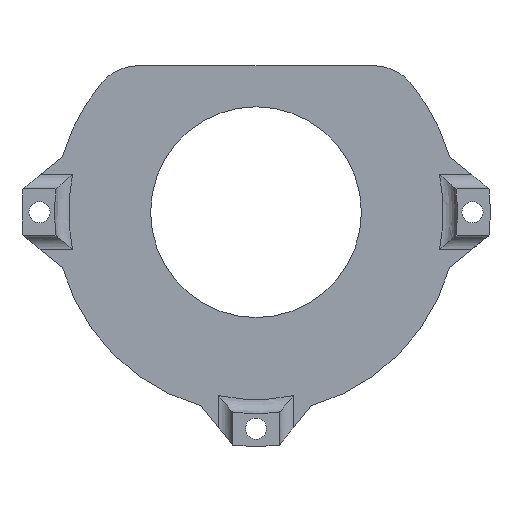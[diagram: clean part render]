
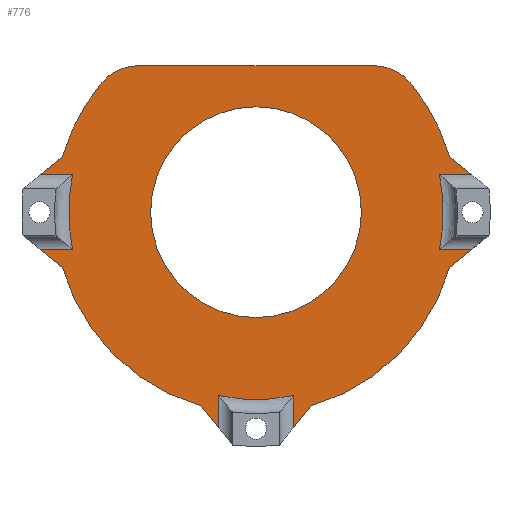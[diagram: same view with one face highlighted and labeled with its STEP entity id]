
A CAD part, front view. The second image highlights one B-rep face of the part: STEP entity #776.
In plain terms, the highlighted planar face has unit normal (0, -1, 0).
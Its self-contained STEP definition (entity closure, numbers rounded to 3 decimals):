
#30=FACE_BOUND('',#102,.T.);
#39=PLANE('',#835);
#58=FACE_OUTER_BOUND('',#101,.T.);
#101=EDGE_LOOP('',(#526,#527,#528,#529,#530,#531,#532,#533,#534,#535,#536,
#537,#538,#539,#540,#541,#542,#543,#544,#545,#546,#547));
#102=EDGE_LOOP('',(#548));
#152=LINE('',#1167,#222);
#155=LINE('',#1175,#225);
#156=LINE('',#1177,#226);
#157=LINE('',#1181,#227);
#158=LINE('',#1183,#228);
#159=LINE('',#1187,#229);
#160=LINE('',#1189,#230);
#161=LINE('',#1193,#231);
#162=LINE('',#1195,#232);
#163=LINE('',#1199,#233);
#164=LINE('',#1201,#234);
#165=LINE('',#1205,#235);
#166=LINE('',#1207,#236);
#222=VECTOR('',#927,10.);
#225=VECTOR('',#934,10.);
#226=VECTOR('',#935,10.);
#227=VECTOR('',#938,10.);
#228=VECTOR('',#939,10.);
#229=VECTOR('',#942,10.);
#230=VECTOR('',#943,10.);
#231=VECTOR('',#946,10.);
#232=VECTOR('',#947,10.);
#233=VECTOR('',#950,10.);
#234=VECTOR('',#951,10.);
#235=VECTOR('',#954,10.);
#236=VECTOR('',#955,10.);
#290=CIRCLE('',#832,10.);
#292=CIRCLE('',#836,43.);
#293=CIRCLE('',#837,40.);
#294=CIRCLE('',#838,43.);
#295=CIRCLE('',#839,40.);
#296=CIRCLE('',#840,43.);
#297=CIRCLE('',#841,40.);
#298=CIRCLE('',#842,43.);
#299=CIRCLE('',#843,10.);
#300=CIRCLE('',#844,22.5);
#325=VERTEX_POINT('',#1157);
#326=VERTEX_POINT('',#1158);
#329=VERTEX_POINT('',#1166);
#331=VERTEX_POINT('',#1172);
#332=VERTEX_POINT('',#1174);
#333=VERTEX_POINT('',#1176);
#334=VERTEX_POINT('',#1178);
#335=VERTEX_POINT('',#1180);
#336=VERTEX_POINT('',#1182);
#337=VERTEX_POINT('',#1184);
#338=VERTEX_POINT('',#1186);
#339=VERTEX_POINT('',#1188);
#340=VERTEX_POINT('',#1190);
#341=VERTEX_POINT('',#1192);
#342=VERTEX_POINT('',#1194);
#343=VERTEX_POINT('',#1196);
#344=VERTEX_POINT('',#1198);
#345=VERTEX_POINT('',#1200);
#346=VERTEX_POINT('',#1202);
#347=VERTEX_POINT('',#1204);
#348=VERTEX_POINT('',#1206);
#349=VERTEX_POINT('',#1208);
#350=VERTEX_POINT('',#1211);
#401=EDGE_CURVE('',#325,#326,#290,.T.);
#405=EDGE_CURVE('',#329,#326,#152,.T.);
#408=EDGE_CURVE('',#325,#331,#292,.T.);
#409=EDGE_CURVE('',#332,#331,#155,.T.);
#410=EDGE_CURVE('',#333,#332,#156,.T.);
#411=EDGE_CURVE('',#334,#333,#293,.T.);
#412=EDGE_CURVE('',#335,#334,#157,.T.);
#413=EDGE_CURVE('',#335,#336,#158,.F.);
#414=EDGE_CURVE('',#336,#337,#294,.T.);
#415=EDGE_CURVE('',#338,#337,#159,.T.);
#416=EDGE_CURVE('',#339,#338,#160,.T.);
#417=EDGE_CURVE('',#340,#339,#295,.T.);
#418=EDGE_CURVE('',#341,#340,#161,.T.);
#419=EDGE_CURVE('',#341,#342,#162,.F.);
#420=EDGE_CURVE('',#342,#343,#296,.T.);
#421=EDGE_CURVE('',#344,#343,#163,.T.);
#422=EDGE_CURVE('',#345,#344,#164,.T.);
#423=EDGE_CURVE('',#346,#345,#297,.T.);
#424=EDGE_CURVE('',#347,#346,#165,.T.);
#425=EDGE_CURVE('',#347,#348,#166,.F.);
#426=EDGE_CURVE('',#348,#349,#298,.T.);
#427=EDGE_CURVE('',#329,#349,#299,.T.);
#428=EDGE_CURVE('',#350,#350,#300,.T.);
#526=ORIENTED_EDGE('',*,*,#401,.F.);
#527=ORIENTED_EDGE('',*,*,#408,.T.);
#528=ORIENTED_EDGE('',*,*,#409,.F.);
#529=ORIENTED_EDGE('',*,*,#410,.F.);
#530=ORIENTED_EDGE('',*,*,#411,.F.);
#531=ORIENTED_EDGE('',*,*,#412,.F.);
#532=ORIENTED_EDGE('',*,*,#413,.T.);
#533=ORIENTED_EDGE('',*,*,#414,.T.);
#534=ORIENTED_EDGE('',*,*,#415,.F.);
#535=ORIENTED_EDGE('',*,*,#416,.F.);
#536=ORIENTED_EDGE('',*,*,#417,.F.);
#537=ORIENTED_EDGE('',*,*,#418,.F.);
#538=ORIENTED_EDGE('',*,*,#419,.T.);
#539=ORIENTED_EDGE('',*,*,#420,.T.);
#540=ORIENTED_EDGE('',*,*,#421,.F.);
#541=ORIENTED_EDGE('',*,*,#422,.F.);
#542=ORIENTED_EDGE('',*,*,#423,.F.);
#543=ORIENTED_EDGE('',*,*,#424,.F.);
#544=ORIENTED_EDGE('',*,*,#425,.T.);
#545=ORIENTED_EDGE('',*,*,#426,.T.);
#546=ORIENTED_EDGE('',*,*,#427,.F.);
#547=ORIENTED_EDGE('',*,*,#405,.T.);
#548=ORIENTED_EDGE('',*,*,#428,.T.);
#776=ADVANCED_FACE('',(#58,#30),#39,.F.);
#832=AXIS2_PLACEMENT_3D('',#1159,#919,#920);
#835=AXIS2_PLACEMENT_3D('',#1171,#930,#931);
#836=AXIS2_PLACEMENT_3D('',#1173,#932,#933);
#837=AXIS2_PLACEMENT_3D('',#1179,#936,#937);
#838=AXIS2_PLACEMENT_3D('',#1185,#940,#941);
#839=AXIS2_PLACEMENT_3D('',#1191,#944,#945);
#840=AXIS2_PLACEMENT_3D('',#1197,#948,#949);
#841=AXIS2_PLACEMENT_3D('',#1203,#952,#953);
#842=AXIS2_PLACEMENT_3D('',#1209,#956,#957);
#843=AXIS2_PLACEMENT_3D('',#1210,#958,#959);
#844=AXIS2_PLACEMENT_3D('',#1212,#960,#961);
#919=DIRECTION('center_axis',(0.,1.,0.));
#920=DIRECTION('ref_axis',(-0.422,0.,0.907));
#927=DIRECTION('',(-1.,0.,0.));
#930=DIRECTION('center_axis',(0.,1.,0.));
#931=DIRECTION('ref_axis',(1.,0.,0.));
#932=DIRECTION('center_axis',(0.,-1.,0.));
#933=DIRECTION('ref_axis',(1.,0.,0.));
#934=DIRECTION('',(0.774,0.,0.634));
#935=DIRECTION('',(-1.,0.,0.));
#936=DIRECTION('center_axis',(0.,1.,0.));
#937=DIRECTION('ref_axis',(-1.,0.,0.));
#938=DIRECTION('',(1.,0.,0.));
#939=DIRECTION('',(-0.774,0.,0.634));
#940=DIRECTION('center_axis',(0.,-1.,0.));
#941=DIRECTION('ref_axis',(1.,0.,0.));
#942=DIRECTION('',(-0.634,0.,0.774));
#943=DIRECTION('',(0.,0.,-1.));
#944=DIRECTION('center_axis',(0.,1.,0.));
#945=DIRECTION('ref_axis',(0.,0.,-1.));
#946=DIRECTION('',(0.,0.,1.));
#947=DIRECTION('',(-0.634,0.,-0.774));
#948=DIRECTION('center_axis',(0.,-1.,0.));
#949=DIRECTION('ref_axis',(1.,0.,0.));
#950=DIRECTION('',(-0.774,0.,-0.634));
#951=DIRECTION('',(1.,0.,0.));
#952=DIRECTION('center_axis',(0.,1.,0.));
#953=DIRECTION('ref_axis',(1.,0.,0.));
#954=DIRECTION('',(-1.,0.,0.));
#955=DIRECTION('',(0.774,0.,-0.634));
#956=DIRECTION('center_axis',(0.,-1.,0.));
#957=DIRECTION('ref_axis',(1.,0.,0.));
#958=DIRECTION('center_axis',(0.,1.,0.));
#959=DIRECTION('ref_axis',(0.422,0.,0.907));
#960=DIRECTION('center_axis',(0.,1.,0.));
#961=DIRECTION('ref_axis',(1.,0.,0.));
#1157=CARTESIAN_POINT('',(-32.893,33.,27.696));
#1158=CARTESIAN_POINT('',(-25.243,33.,31.255));
#1159=CARTESIAN_POINT('Origin',(-25.243,33.,21.255));
#1166=CARTESIAN_POINT('',(25.243,33.,31.255));
#1167=CARTESIAN_POINT('',(-29.532,33.,31.255));
#1171=CARTESIAN_POINT('Origin',(0.,33.,-5.873));
#1172=CARTESIAN_POINT('',(-41.331,33.,11.863));
#1173=CARTESIAN_POINT('Origin',(0.,33.,0.));
#1174=CARTESIAN_POINT('',(-46.047,33.,8.));
#1175=CARTESIAN_POINT('',(-35.407,33.,16.717));
#1176=CARTESIAN_POINT('',(-39.192,33.,8.));
#1177=CARTESIAN_POINT('',(-21.354,33.,8.));
#1178=CARTESIAN_POINT('',(-39.192,33.,-8.));
#1179=CARTESIAN_POINT('Origin',(0.,33.,0.));
#1180=CARTESIAN_POINT('',(-46.047,33.,-8.));
#1181=CARTESIAN_POINT('',(-24.875,33.,-8.));
#1182=CARTESIAN_POINT('',(-41.331,33.,-11.863));
#1183=CARTESIAN_POINT('',(-32.528,33.,-19.075));
#1184=CARTESIAN_POINT('',(-11.863,33.,-41.331));
#1185=CARTESIAN_POINT('Origin',(0.,33.,0.));
#1186=CARTESIAN_POINT('',(-8.,33.,-46.047));
#1187=CARTESIAN_POINT('',(-16.456,33.,-35.725));
#1188=CARTESIAN_POINT('',(-8.,33.,-39.192));
#1189=CARTESIAN_POINT('',(-8.,33.,-24.29));
#1190=CARTESIAN_POINT('',(8.,33.,-39.192));
#1191=CARTESIAN_POINT('Origin',(0.,33.,0.));
#1192=CARTESIAN_POINT('',(8.,33.,-46.047));
#1193=CARTESIAN_POINT('',(8.,33.,-27.811));
#1194=CARTESIAN_POINT('',(11.863,33.,-41.331));
#1195=CARTESIAN_POINT('',(16.456,33.,-35.725));
#1196=CARTESIAN_POINT('',(41.331,33.,-11.863));
#1197=CARTESIAN_POINT('Origin',(0.,33.,0.));
#1198=CARTESIAN_POINT('',(46.047,33.,-8.));
#1199=CARTESIAN_POINT('',(32.528,33.,-19.075));
#1200=CARTESIAN_POINT('',(39.192,33.,-8.));
#1201=CARTESIAN_POINT('',(21.354,33.,-8.));
#1202=CARTESIAN_POINT('',(39.192,33.,8.));
#1203=CARTESIAN_POINT('Origin',(0.,33.,0.));
#1204=CARTESIAN_POINT('',(46.047,33.,8.));
#1205=CARTESIAN_POINT('',(24.875,33.,8.));
#1206=CARTESIAN_POINT('',(41.331,33.,11.863));
#1207=CARTESIAN_POINT('',(35.407,33.,16.717));
#1208=CARTESIAN_POINT('',(32.893,33.,27.696));
#1209=CARTESIAN_POINT('Origin',(0.,33.,0.));
#1210=CARTESIAN_POINT('Origin',(25.243,33.,21.255));
#1211=CARTESIAN_POINT('',(-22.5,33.,0.));
#1212=CARTESIAN_POINT('Origin',(0.,33.,0.));
